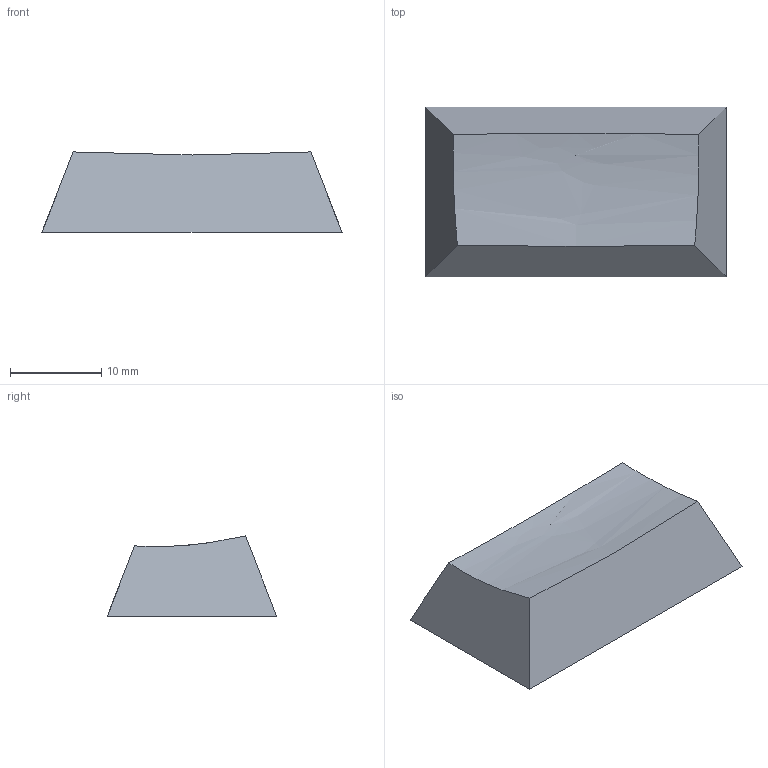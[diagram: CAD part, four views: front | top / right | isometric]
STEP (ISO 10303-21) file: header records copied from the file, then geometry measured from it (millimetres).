
FILE_DESCRIPTION(('FreeCAD Model'),'2;1');
FILE_NAME('Open CASCADE Shape Model','2023-04-27T14:24:14',('Author'),( ''),'Open CASCADE STEP processor 7.5','FreeCAD','Unknown');
FILE_SCHEMA(('AUTOMOTIVE_DESIGN { 1 0 10303 214 1 1 1 1 }'));
Length unit declared in the file: millimetre
Products named in the file (1): union002
Bounding box: 32.93 x 18.6 x 8.8 mm (x, y, z)
Volume: 1770.9 mm3; surface area: 2183 mm2
Topology: 2 solids, 2 shells, 87 faces, 231 edges, 150 vertices
Faces by surface type: plane 85, cylinder 1, bspline 1
Full cylindrical faces by diameter (mm): 5.5 x1
Entity records: 6046 total; most frequent: CARTESIAN_POINT 1608, DIRECTION 736, LINE 556, VECTOR 556, ORIENTED_EDGE 456, PCURVE 456, DEFINITIONAL_REPRESENTATION 456, EDGE_CURVE 228
